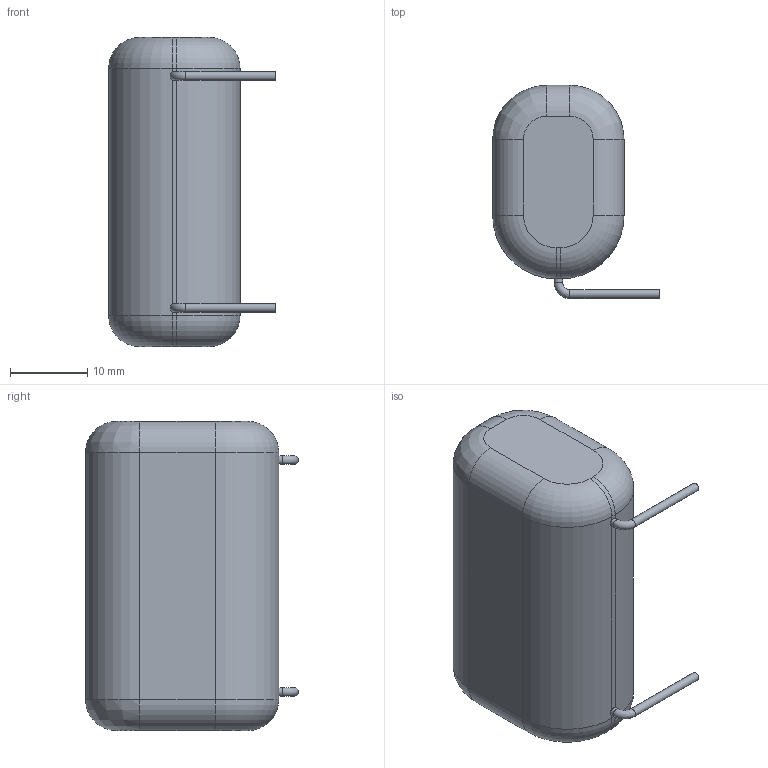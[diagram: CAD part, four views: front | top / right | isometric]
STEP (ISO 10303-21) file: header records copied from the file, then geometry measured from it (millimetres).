
FILE_DESCRIPTION(('FreeCAD Model'),'2;1');
FILE_NAME( 'IND_INN_154J400VAC.step', '2019-03-30T15:00:36',(''),(''),'Open CASCADE STEP processor 6.9', 'FreeCAD','Unknown');
FILE_SCHEMA(('AUTOMOTIVE_DESIGN_CC2 { 1 2 10303 214 -1 1 5 4 }'));
Length unit declared in the file: millimetre
Products named in the file (6): ASSEMBLY; Fillet001; Extrude001; Extrude002; Sweep; Sweep001
Assembly tree (5 placements, depth 2):
  ASSEMBLY
    Fillet001
    Extrude001
    Extrude002
    Sweep
    Sweep001
Bounding box: 21.57 x 27.55 x 40 mm (x, y, z)
Volume: 14592.6 mm3; surface area: 3472.3 mm2
Topology: 5 solids, 5 shells, 42 faces, 76 edges, 44 vertices
Faces by surface type: cylinder 18, plane 14, torus 6, revolution 4
Full cylindrical faces by diameter (mm): 1.1 x6
Entity records: 2337 total; most frequent: CARTESIAN_POINT 410, DIRECTION 324, ORIENTED_EDGE 152, PCURVE 152, DEFINITIONAL_REPRESENTATION 152, LINE 124, VECTOR 124, AXIS2_PLACEMENT_3D 90
